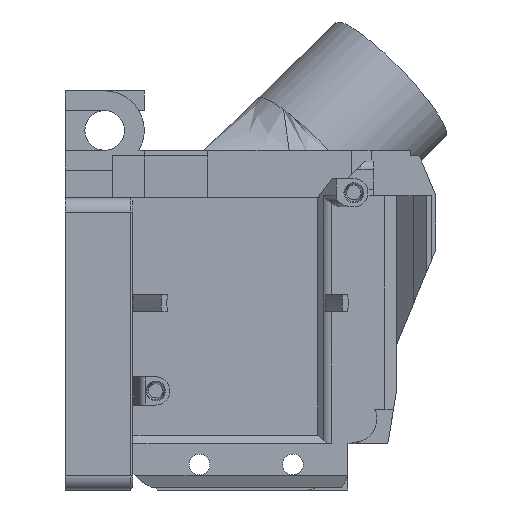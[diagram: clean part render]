
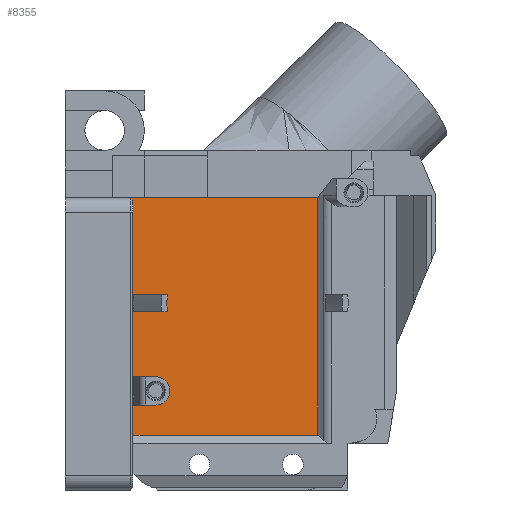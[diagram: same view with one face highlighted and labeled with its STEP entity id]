
A CAD part, left-side view. The second image highlights one B-rep face of the part: STEP entity #8355.
In plain terms, the highlighted planar face has unit normal (-1, 0, 0).
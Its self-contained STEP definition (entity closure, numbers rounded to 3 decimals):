
#149=FACE_BOUND('',#1286,.T.);
#384=PLANE('',#9054);
#810=FACE_OUTER_BOUND('',#1285,.T.);
#1285=EDGE_LOOP('',(#7497,#7498,#7499,#7500,#7501,#7502,#7503,#7504,#7505,
#7506,#7507));
#1286=EDGE_LOOP('',(#7508,#7509,#7510,#7511));
#1576=CIRCLE('',#8958,15.5);
#1577=CIRCLE('',#8962,21.5);
#1579=CIRCLE('',#8964,21.5);
#1580=CIRCLE('',#8966,2.5);
#2314=LINE('',#16145,#3144);
#2317=LINE('',#16156,#3147);
#2320=LINE('',#16165,#3150);
#2324=LINE('',#16182,#3154);
#2326=LINE('',#16186,#3156);
#2328=LINE('',#16189,#3158);
#2329=LINE('',#16191,#3159);
#2330=LINE('',#16193,#3160);
#2442=LINE('',#16463,#3272);
#2443=LINE('',#16466,#3273);
#2444=LINE('',#16467,#3274);
#3144=VECTOR('',#10779,10.);
#3147=VECTOR('',#10788,10.);
#3150=VECTOR('',#10793,10.);
#3154=VECTOR('',#10811,10.);
#3156=VECTOR('',#10815,10.);
#3158=VECTOR('',#10819,10.);
#3159=VECTOR('',#10822,10.);
#3160=VECTOR('',#10823,10.);
#3272=VECTOR('',#11101,10.);
#3273=VECTOR('',#11104,10.);
#3274=VECTOR('',#11105,10.);
#4021=VERTEX_POINT('',#16143);
#4022=VERTEX_POINT('',#16144);
#4023=VERTEX_POINT('',#16151);
#4024=VERTEX_POINT('',#16155);
#4025=VERTEX_POINT('',#16161);
#4026=VERTEX_POINT('',#16163);
#4027=VERTEX_POINT('',#16167);
#4029=VERTEX_POINT('',#16171);
#4030=VERTEX_POINT('',#16175);
#4031=VERTEX_POINT('',#16176);
#4032=VERTEX_POINT('',#16181);
#4033=VERTEX_POINT('',#16185);
#4034=VERTEX_POINT('',#16192);
#4103=VERTEX_POINT('',#16461);
#4104=VERTEX_POINT('',#16465);
#5119=EDGE_CURVE('',#4021,#4022,#2314,.T.);
#5122=EDGE_CURVE('',#4023,#4021,#1576,.T.);
#5124=EDGE_CURVE('',#4024,#4023,#2317,.T.);
#5128=EDGE_CURVE('',#4026,#4025,#2320,.T.);
#5129=EDGE_CURVE('',#4027,#4024,#1577,.T.);
#5132=EDGE_CURVE('',#4022,#4029,#1579,.T.);
#5133=EDGE_CURVE('',#4030,#4031,#1580,.T.);
#5136=EDGE_CURVE('',#4032,#4030,#2324,.T.);
#5138=EDGE_CURVE('',#4033,#4032,#2326,.T.);
#5140=EDGE_CURVE('',#4033,#4031,#2328,.T.);
#5141=EDGE_CURVE('',#4025,#4029,#2329,.T.);
#5142=EDGE_CURVE('',#4034,#4027,#2330,.T.);
#5277=EDGE_CURVE('',#4026,#4103,#2442,.T.);
#5278=EDGE_CURVE('',#4104,#4103,#2443,.T.);
#5279=EDGE_CURVE('',#4034,#4104,#2444,.F.);
#7497=ORIENTED_EDGE('',*,*,#5132,.T.);
#7498=ORIENTED_EDGE('',*,*,#5141,.F.);
#7499=ORIENTED_EDGE('',*,*,#5128,.F.);
#7500=ORIENTED_EDGE('',*,*,#5277,.T.);
#7501=ORIENTED_EDGE('',*,*,#5278,.F.);
#7502=ORIENTED_EDGE('',*,*,#5279,.F.);
#7503=ORIENTED_EDGE('',*,*,#5142,.T.);
#7504=ORIENTED_EDGE('',*,*,#5129,.T.);
#7505=ORIENTED_EDGE('',*,*,#5124,.T.);
#7506=ORIENTED_EDGE('',*,*,#5122,.T.);
#7507=ORIENTED_EDGE('',*,*,#5119,.T.);
#7508=ORIENTED_EDGE('',*,*,#5140,.F.);
#7509=ORIENTED_EDGE('',*,*,#5138,.T.);
#7510=ORIENTED_EDGE('',*,*,#5136,.T.);
#7511=ORIENTED_EDGE('',*,*,#5133,.T.);
#8355=ADVANCED_FACE('',(#810,#149),#384,.T.);
#8958=AXIS2_PLACEMENT_3D('',#16152,#10783,#10784);
#8962=AXIS2_PLACEMENT_3D('',#16168,#10796,#10797);
#8964=AXIS2_PLACEMENT_3D('',#16173,#10801,#10802);
#8966=AXIS2_PLACEMENT_3D('',#16177,#10805,#10806);
#9054=AXIS2_PLACEMENT_3D('',#16464,#11102,#11103);
#10779=DIRECTION('',(0.,1.,0.));
#10783=DIRECTION('center_axis',(-1.,0.,0.));
#10784=DIRECTION('ref_axis',(0.,-1.,0.));
#10788=DIRECTION('',(0.,-1.,0.));
#10793=DIRECTION('',(0.,1.,0.));
#10796=DIRECTION('center_axis',(1.,0.,0.));
#10797=DIRECTION('ref_axis',(0.,1.,0.));
#10801=DIRECTION('center_axis',(1.,0.,0.));
#10802=DIRECTION('ref_axis',(0.,1.,0.));
#10805=DIRECTION('center_axis',(1.,0.,0.));
#10806=DIRECTION('ref_axis',(0.,-1.,0.));
#10811=DIRECTION('',(0.,-1.,0.));
#10815=DIRECTION('',(0.,0.,1.));
#10819=DIRECTION('',(0.,-1.,0.));
#10822=DIRECTION('',(0.,0.,1.));
#10823=DIRECTION('',(0.,0.,-1.));
#11101=DIRECTION('',(0.,0.,1.));
#11102=DIRECTION('center_axis',(-1.,0.,0.));
#11103=DIRECTION('ref_axis',(0.,-1.,0.));
#11104=DIRECTION('',(0.,-1.,0.));
#11105=DIRECTION('',(0.,-0.707,-0.707));
#16143=CARTESIAN_POINT('',(-22.,13.927,31.815));
#16144=CARTESIAN_POINT('',(-22.,19.948,31.815));
#16145=CARTESIAN_POINT('',(-22.,1.214,31.815));
#16151=CARTESIAN_POINT('',(-22.,13.927,34.815));
#16152=CARTESIAN_POINT('Origin',(-22.,-1.5,33.315));
#16155=CARTESIAN_POINT('',(-22.,19.948,34.815));
#16156=CARTESIAN_POINT('',(-22.,1.716,34.815));
#16161=CARTESIAN_POINT('',(-22.,20.,10.026));
#16163=CARTESIAN_POINT('',(-22.,-12.603,10.026));
#16165=CARTESIAN_POINT('',(-22.,-11.216,10.026));
#16167=CARTESIAN_POINT('',(-22.,20.,33.316));
#16168=CARTESIAN_POINT('Origin',(-22.,-1.5,33.315));
#16171=CARTESIAN_POINT('',(-22.,20.,33.315));
#16173=CARTESIAN_POINT('Origin',(-22.,-1.5,33.315));
#16175=CARTESIAN_POINT('',(-22.,15.751,20.303));
#16176=CARTESIAN_POINT('',(-22.,16.,15.315));
#16177=CARTESIAN_POINT('Origin',(-22.,16.,17.815));
#16181=CARTESIAN_POINT('',(-22.,19.9,20.303));
#16182=CARTESIAN_POINT('',(-22.,-1.968,20.303));
#16185=CARTESIAN_POINT('',(-22.,19.9,15.315));
#16186=CARTESIAN_POINT('',(-22.,19.9,35.768));
#16189=CARTESIAN_POINT('',(-22.,3.5,15.315));
#16191=CARTESIAN_POINT('',(-22.,20.,29.293));
#16192=CARTESIAN_POINT('',(-22.,20.,51.416));
#16193=CARTESIAN_POINT('',(-22.,20.,46.295));
#16461=CARTESIAN_POINT('',(-22.,-12.603,51.916));
#16463=CARTESIAN_POINT('',(-22.,-12.603,26.184));
#16464=CARTESIAN_POINT('Origin',(-22.,-11.5,31.721));
#16465=CARTESIAN_POINT('',(-22.,20.5,51.916));
#16466=CARTESIAN_POINT('',(-22.,-5.125,51.916));
#16467=CARTESIAN_POINT('',(-22.,7.326,38.742));
